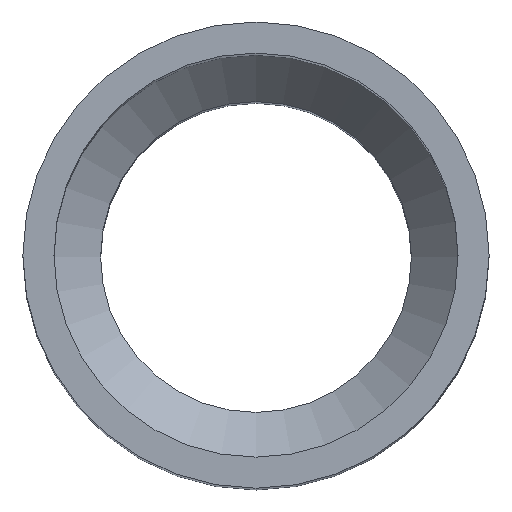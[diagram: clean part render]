
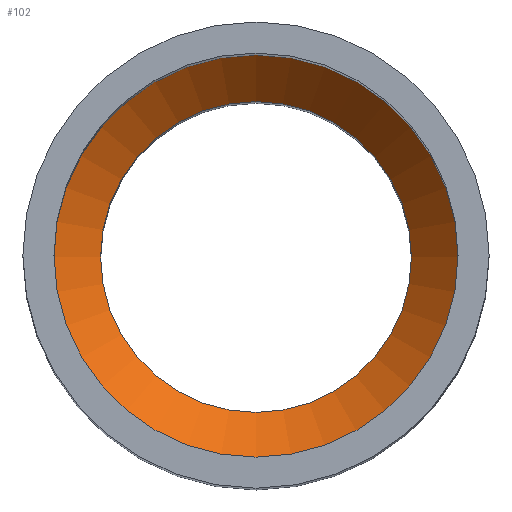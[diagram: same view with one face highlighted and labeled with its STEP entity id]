
A CAD part, top view. The second image highlights one B-rep face of the part: STEP entity #102.
In plain terms, the highlighted conical face has half-angle 45 degrees and reference radius 6.5 mm.
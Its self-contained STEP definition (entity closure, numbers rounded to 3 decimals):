
#20=CONICAL_SURFACE('',#126,6.5,0.785);
#30=ORIENTED_EDGE('',*,*,#45,.T.);
#31=ORIENTED_EDGE('',*,*,#44,.F.);
#44=EDGE_CURVE('',#52,#52,#60,.T.);
#45=EDGE_CURVE('',#53,#53,#61,.T.);
#52=VERTEX_POINT('',#179);
#53=VERTEX_POINT('',#182);
#60=CIRCLE('',#125,6.5);
#61=CIRCLE('',#127,5.);
#70=EDGE_LOOP('',(#30));
#71=EDGE_LOOP('',(#31));
#86=FACE_BOUND('',#70,.T.);
#87=FACE_BOUND('',#71,.T.);
#102=ADVANCED_FACE('',(#86,#87),#20,.F.);
#125=AXIS2_PLACEMENT_3D('',#178,#147,#148);
#126=AXIS2_PLACEMENT_3D('',#180,#149,#150);
#127=AXIS2_PLACEMENT_3D('',#181,#151,#152);
#147=DIRECTION('',(0.,0.,-1.));
#148=DIRECTION('',(-1.,0.,0.));
#149=DIRECTION('',(0.,0.,1.));
#150=DIRECTION('',(1.,0.,0.));
#151=DIRECTION('',(0.,0.,-1.));
#152=DIRECTION('',(-1.,0.,0.));
#178=CARTESIAN_POINT('',(0.,0.,-33.25));
#179=CARTESIAN_POINT('',(-6.5,0.,-33.25));
#180=CARTESIAN_POINT('',(0.,0.,-33.25));
#181=CARTESIAN_POINT('',(0.,0.,-34.75));
#182=CARTESIAN_POINT('',(-5.,0.,-34.75));
